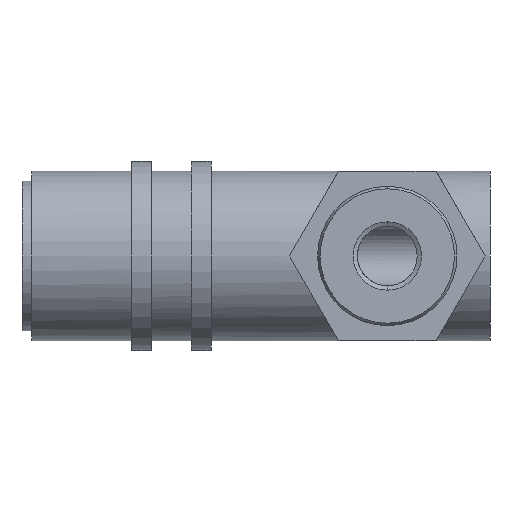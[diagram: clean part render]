
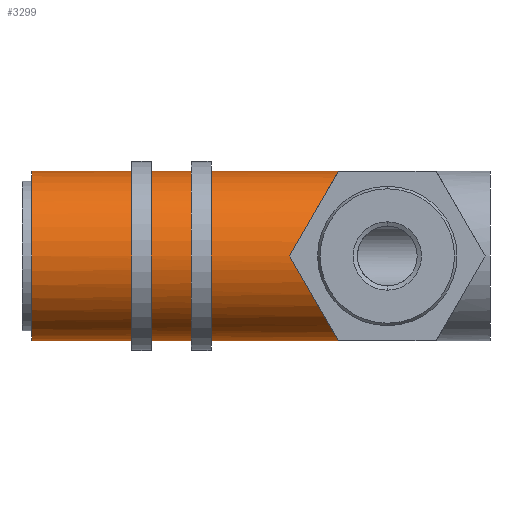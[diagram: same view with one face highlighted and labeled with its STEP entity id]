
A CAD part, front view. The second image highlights one B-rep face of the part: STEP entity #3299.
In plain terms, the highlighted cylindrical face has radius 8.5 mm (diameter 17 mm), a partial arc.
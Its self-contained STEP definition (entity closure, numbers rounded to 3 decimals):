
#111 = CARTESIAN_POINT ( 'NONE',  ( 29.745, -8.5, 4.979 ) ) ;
#149 = CARTESIAN_POINT ( 'NONE',  ( 1., 0., 8.5 ) ) ;
#707 = CARTESIAN_POINT ( 'NONE',  ( 31.778, 0., -8.5 ) ) ;
#758 = AXIS2_PLACEMENT_3D ( 'NONE', #5024, #4973, #2429 ) ;
#1094 = CARTESIAN_POINT ( 'NONE',  ( 26.87, -8.5, 0. ) ) ;
#1138 = ORIENTED_EDGE ( 'NONE', *, *, #4574, .T. ) ;
#1149 = EDGE_CURVE ( 'NONE', #5115, #2983, #3579, .T. ) ;
#1590 = EDGE_CURVE ( 'NONE', #2983, #4631, #2731, .T. ) ;
#1609 = DIRECTION ( 'NONE',  ( -1., 0., 0. ) ) ;
#1702 =( BOUNDED_CURVE ( )  B_SPLINE_CURVE ( 3, ( #707, #4927, #6930, #5062 ),
 .UNSPECIFIED., .F., .F. ) 
 B_SPLINE_CURVE_WITH_KNOTS ( ( 4, 4 ),
 ( 3.142, 4.712 ),
 .UNSPECIFIED. ) 
 CURVE ( )  GEOMETRIC_REPRESENTATION_ITEM ( )  RATIONAL_B_SPLINE_CURVE ( ( 1., 0.805, 0.805, 1. ) ) 
 REPRESENTATION_ITEM ( '' )  );
#1831 = FACE_OUTER_BOUND ( 'NONE', #2896, .T. ) ;
#2429 = DIRECTION ( 'NONE',  ( 0., 0., 1. ) ) ;
#2438 = ORIENTED_EDGE ( 'NONE', *, *, #8331, .T. ) ;
#2492 = ORIENTED_EDGE ( 'NONE', *, *, #5730, .T. ) ;
#2495 = CYLINDRICAL_SURFACE ( 'NONE', #3437, 8.5 ) ;
#2498 = CARTESIAN_POINT ( 'NONE',  ( 31.778, 0., 8.5 ) ) ;
#2731 = CIRCLE ( 'NONE', #758, 8.5 ) ;
#2831 = ORIENTED_EDGE ( 'NONE', *, *, #1149, .F. ) ;
#2896 = EDGE_LOOP ( 'NONE', ( #2831, #2438, #2492, #1138, #8288 ) ) ;
#2983 = VERTEX_POINT ( 'NONE', #6426 ) ;
#3284 = CARTESIAN_POINT ( 'NONE',  ( 31.778, 0., -8.5 ) ) ;
#3299 = ADVANCED_FACE ( 'NONE', ( #1831 ), #2495, .T. ) ;
#3318 = CARTESIAN_POINT ( 'NONE',  ( 0., 0., 0. ) ) ;
#3437 = AXIS2_PLACEMENT_3D ( 'NONE', #3318, #5908, #8554 ) ;
#3497 = LINE ( 'NONE', #8161, #7084 ) ;
#3579 = LINE ( 'NONE', #3627, #5254 ) ;
#3627 = CARTESIAN_POINT ( 'NONE',  ( 0., 0., -8.5 ) ) ;
#3943 = CARTESIAN_POINT ( 'NONE',  ( 31.778, -4.979, 8.5 ) ) ;
#4574 = EDGE_CURVE ( 'NONE', #4744, #4631, #3497, .T. ) ;
#4631 = VERTEX_POINT ( 'NONE', #149 ) ;
#4744 = VERTEX_POINT ( 'NONE', #2498 ) ;
#4927 = CARTESIAN_POINT ( 'NONE',  ( 31.778, -4.979, -8.5 ) ) ;
#4941 = DIRECTION ( 'NONE',  ( -1., 0., 0. ) ) ;
#4973 = DIRECTION ( 'NONE',  ( -1., 0., 0. ) ) ;
#5020 =( BOUNDED_CURVE ( )  B_SPLINE_CURVE ( 3, ( #7393, #111, #3943, #6700 ),
 .UNSPECIFIED., .F., .F. ) 
 B_SPLINE_CURVE_WITH_KNOTS ( ( 4, 4 ),
 ( 1.571, 3.142 ),
 .UNSPECIFIED. ) 
 CURVE ( )  GEOMETRIC_REPRESENTATION_ITEM ( )  RATIONAL_B_SPLINE_CURVE ( ( 1., 0.805, 0.805, 1. ) ) 
 REPRESENTATION_ITEM ( '' )  );
#5024 = CARTESIAN_POINT ( 'NONE',  ( 1., 0., 0. ) ) ;
#5062 = CARTESIAN_POINT ( 'NONE',  ( 26.87, -8.5, 0. ) ) ;
#5115 = VERTEX_POINT ( 'NONE', #3284 ) ;
#5254 = VECTOR ( 'NONE', #4941, 1000. ) ;
#5730 = EDGE_CURVE ( 'NONE', #7974, #4744, #5020, .T. ) ;
#5908 = DIRECTION ( 'NONE',  ( -1., 0., 0. ) ) ;
#6426 = CARTESIAN_POINT ( 'NONE',  ( 1., 0., -8.5 ) ) ;
#6700 = CARTESIAN_POINT ( 'NONE',  ( 31.778, 0., 8.5 ) ) ;
#6930 = CARTESIAN_POINT ( 'NONE',  ( 29.745, -8.5, -4.979 ) ) ;
#7084 = VECTOR ( 'NONE', #1609, 1000. ) ;
#7393 = CARTESIAN_POINT ( 'NONE',  ( 26.87, -8.5, 0. ) ) ;
#7974 = VERTEX_POINT ( 'NONE', #1094 ) ;
#8161 = CARTESIAN_POINT ( 'NONE',  ( 0., 0., 8.5 ) ) ;
#8288 = ORIENTED_EDGE ( 'NONE', *, *, #1590, .F. ) ;
#8331 = EDGE_CURVE ( 'NONE', #5115, #7974, #1702, .T. ) ;
#8554 = DIRECTION ( 'NONE',  ( 0., 0., 1. ) ) ;
